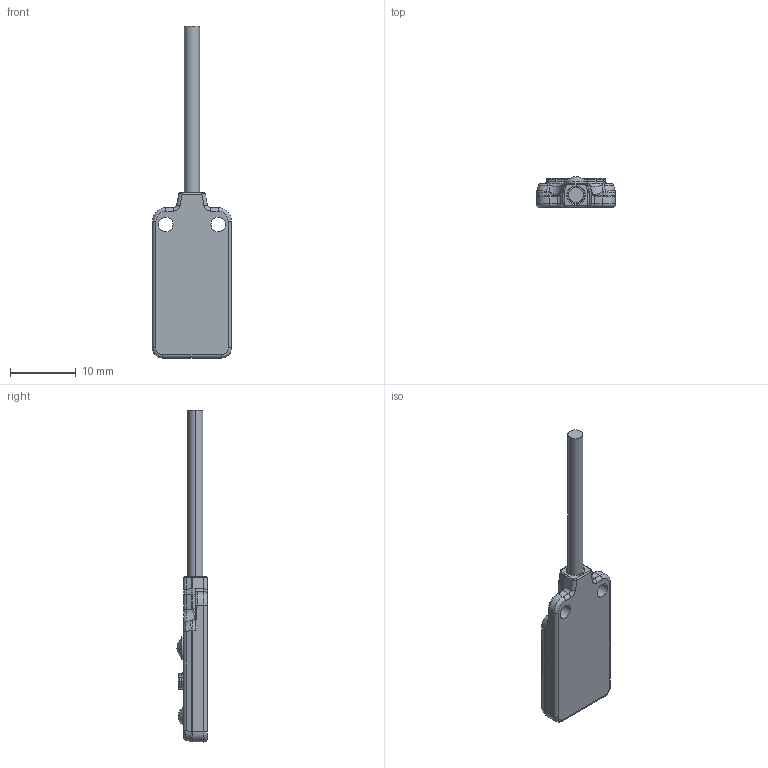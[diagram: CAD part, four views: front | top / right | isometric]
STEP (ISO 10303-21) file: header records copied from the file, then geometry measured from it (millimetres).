
FILE_DESCRIPTION((''),'2;1');
FILE_NAME('149857_SM01_ASM','2025-08-19T12:09:47',('banengservice'),('BANNER ENGINEERING'),'CREO PARAMETRIC BY PTC INC, 2022414','CREO PARAMETRIC BY PTC INC, 2022414','');
FILE_SCHEMA(('CONFIG_CONTROL_DESIGN'));
Products named in the file (3): 149857_EP01; 52549; 149857_SM01_ASM
Assembly tree (2 placements, depth 2):
  149857_SM01_ASM
    149857_EP01
    52549
Bounding box: 11.99 x 4.66 x 50.4 mm (x, y, z)
Volume: 1061.7 mm3; surface area: 1068.2 mm2
Topology: 2 solids, 2 shells, 465 faces, 1200 edges, 749 vertices
Faces by surface type: extrusion 155, plane 141, cylinder 75, bspline 68, torus 12, cone 10, revolution 4
Entity records: 19023 total; most frequent: CARTESIAN_POINT 8652, ORIENTED_EDGE 2384, DIRECTION 1610, EDGE_CURVE 1192, VERTEX_POINT 749, VECTOR 716, B_SPLINE_CURVE_WITH_KNOTS 587, LINE 561
